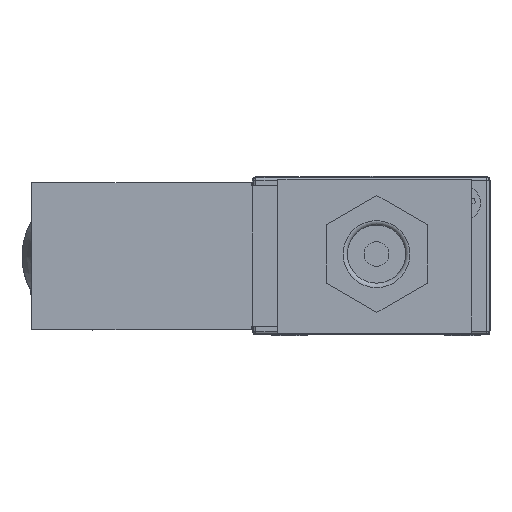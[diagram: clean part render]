
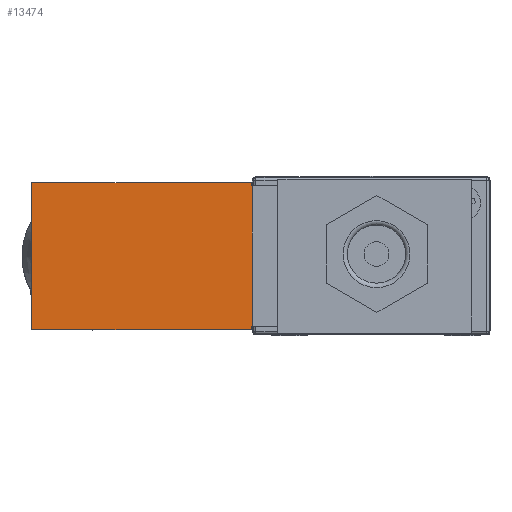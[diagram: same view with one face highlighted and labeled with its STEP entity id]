
A CAD part, left-side view. The second image highlights one B-rep face of the part: STEP entity #13474.
In plain terms, the highlighted planar face has unit normal (-1, 0, 0).
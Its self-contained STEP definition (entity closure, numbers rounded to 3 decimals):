
#630=VERTEX_POINT('',#631);
#631=CARTESIAN_POINT('',(-65.8,38.6,0.611));
#637=EDGE_CURVE('',#630,#638,#640,.F.);
#638=VERTEX_POINT('',#639);
#639=CARTESIAN_POINT('',(-65.8,38.6,17.311));
#640=LINE('',#641,#642);
#641=CARTESIAN_POINT('',(-65.8,38.6,0.611));
#642=VECTOR('',#643,1.0);
#643=DIRECTION('',(0.0,0.0,-1.0));
#670=VERTEX_POINT('',#671);
#671=CARTESIAN_POINT('',(-65.8,13.6,17.311));
#677=EDGE_CURVE('',#670,#678,#680,.T.);
#678=VERTEX_POINT('',#679);
#679=CARTESIAN_POINT('',(-65.8,13.6,16.961));
#680=LINE('',#681,#682);
#681=CARTESIAN_POINT('',(-65.8,13.6,0.0));
#682=VECTOR('',#683,1.0);
#683=DIRECTION('',(0.0,0.0,-1.0));
#707=EDGE_CURVE('',#708,#630,#710,.F.);
#708=VERTEX_POINT('',#709);
#709=CARTESIAN_POINT('',(-65.8,13.6,0.611));
#710=LINE('',#711,#712);
#711=CARTESIAN_POINT('',(-65.8,38.6,0.611));
#712=VECTOR('',#713,1.0);
#713=DIRECTION('',(0.0,-1.0,0.0));
#738=EDGE_CURVE('',#638,#670,#739,.F.);
#739=LINE('',#740,#741);
#740=CARTESIAN_POINT('',(-65.8,38.6,17.311));
#741=VECTOR('',#742,1.0);
#742=DIRECTION('',(0.0,1.0,0.0));
#763=VERTEX_POINT('',#764);
#764=CARTESIAN_POINT('',(-65.8,13.6,0.961));
#770=EDGE_CURVE('',#763,#708,#771,.T.);
#771=LINE('',#772,#773);
#772=CARTESIAN_POINT('',(-65.8,13.6,0.0));
#773=VECTOR('',#774,1.0);
#774=DIRECTION('',(0.0,0.0,-1.0));
#12630=EDGE_CURVE('',#678,#12631,#12633,.F.);
#12631=VERTEX_POINT('',#12632);
#12632=CARTESIAN_POINT('',(-65.8,13.503,16.961));
#12633=LINE('',#12634,#12635);
#12634=CARTESIAN_POINT('',(-65.8,13.6,16.961));
#12635=VECTOR('',#12636,1.0);
#12636=DIRECTION('',(0.0,1.0,0.0));
#12694=VERTEX_POINT('',#12695);
#12695=CARTESIAN_POINT('',(-65.8,13.503,0.961));
#12701=EDGE_CURVE('',#12694,#763,#12702,.F.);
#12702=LINE('',#12703,#12704);
#12703=CARTESIAN_POINT('',(-65.8,13.6,0.961));
#12704=VECTOR('',#12705,1.0);
#12705=DIRECTION('',(0.0,-1.0,0.0));
#13461=EDGE_CURVE('',#12631,#12694,#13462,.F.);
#13462=LINE('',#13463,#13464);
#13463=CARTESIAN_POINT('',(-65.8,13.503,0.611));
#13464=VECTOR('',#13465,1.0);
#13465=DIRECTION('',(0.0,0.0,1.0));
#13474=ADVANCED_FACE('',(#13475),#13485,.T.);
#13475=FACE_BOUND('',#13476,.T.);
#13476=EDGE_LOOP('',(#13477,#13478,#13479,#13480,#13481,#13482,#13483,#13484));
#13477=ORIENTED_EDGE('',*,*,#12630,.F.);
#13478=ORIENTED_EDGE('',*,*,#677,.F.);
#13479=ORIENTED_EDGE('',*,*,#738,.F.);
#13480=ORIENTED_EDGE('',*,*,#637,.F.);
#13481=ORIENTED_EDGE('',*,*,#707,.F.);
#13482=ORIENTED_EDGE('',*,*,#770,.F.);
#13483=ORIENTED_EDGE('',*,*,#12701,.F.);
#13484=ORIENTED_EDGE('',*,*,#13461,.F.);
#13485=PLANE('',#13486);
#13486=AXIS2_PLACEMENT_3D('',#13487,#13488,#13489);
#13487=CARTESIAN_POINT('',(-65.8,0.0,0.0));
#13488=DIRECTION('',(-1.0,0.0,0.0));
#13489=DIRECTION('',(0.0,0.0,1.0));
